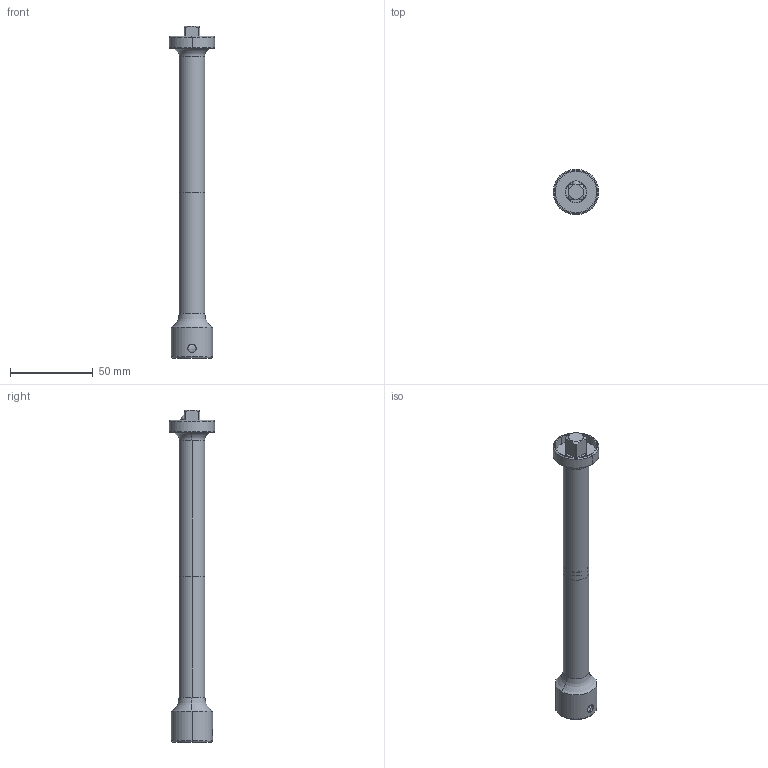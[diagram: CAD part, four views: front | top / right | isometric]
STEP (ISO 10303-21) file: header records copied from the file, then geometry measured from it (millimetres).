
FILE_DESCRIPTION((''),'2;1');
FILE_NAME('4027323106_ASM','2024-05-24T18:24:39',('INEVDh'),(''),'CREO PARAMETRIC BY PTC INC, 2022414','CREO PARAMETRIC BY PTC INC, 2022414','');
FILE_SCHEMA(('CONFIG_CONTROL_DESIGN','SHAPE_APPEARANCE_LAYERS_GROUPS'));
Length unit declared in the file: millimetre
Products named in the file (4): 4027123446; 4027045022; 4027047229; 4027323106_ASM
Assembly tree (3 placements, depth 2):
  4027323106_ASM
    4027123446
    4027045022
    4027047229
Bounding box: 27.5 x 27.5 x 200.3 mm (x, y, z)
Volume: 40278.4 mm3; surface area: 30487 mm2
Topology: 4 solids, 4 shells, 121 faces, 300 edges, 185 vertices
Faces by surface type: cylinder 49, plane 27, torus 25, cone 16, sphere 2, bspline 2
Entity records: 5538 total; most frequent: CARTESIAN_POINT 1603, DIRECTION 652, ORIENTED_EDGE 588, PRESENTATION_STYLE_ASSIGNMENT 300, STYLED_ITEM 298, CURVE_STYLE 294, EDGE_CURVE 294, AXIS2_PLACEMENT_3D 281
